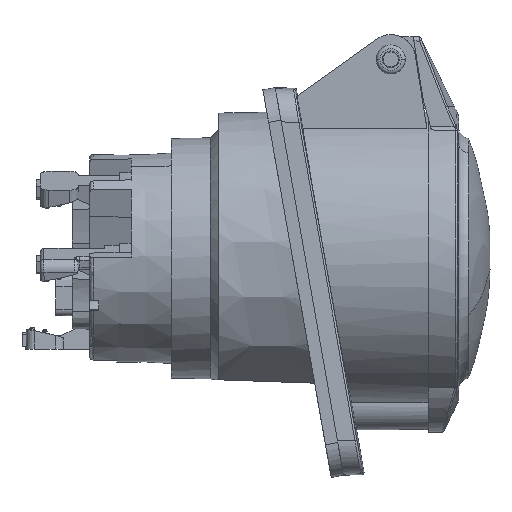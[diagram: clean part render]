
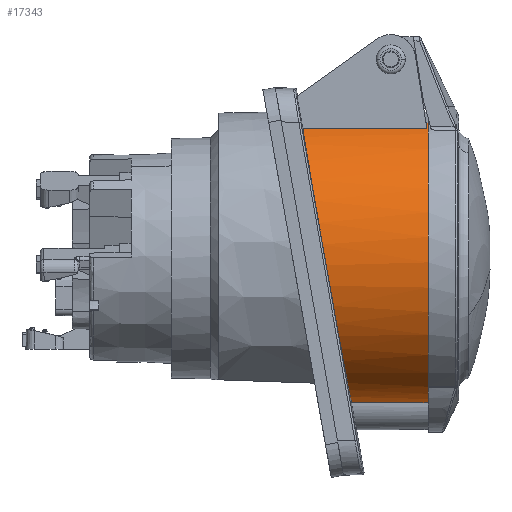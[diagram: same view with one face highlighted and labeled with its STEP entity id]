
A CAD part, left-side view. The second image highlights one B-rep face of the part: STEP entity #17343.
In plain terms, the highlighted cylindrical face has radius 35.35 mm (diameter 70.7 mm), a partial arc.
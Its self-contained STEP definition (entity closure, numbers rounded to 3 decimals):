
#1373=CARTESIAN_POINT('',(-13.261,-18.621,
36.452));
#1375=CARTESIAN_POINT('',(-13.261,-18.621,
36.452));
#1376=CARTESIAN_POINT('',(-13.629,-18.644,
36.303));
#1377=CARTESIAN_POINT('',(-14.358,-18.694,
35.99));
#1378=CARTESIAN_POINT('',(-15.44,-18.773,
35.489));
#1379=CARTESIAN_POINT('',(-16.148,-18.83,
35.13));
#1380=CARTESIAN_POINT('',(-16.5,-18.86,34.944));
#1583=CARTESIAN_POINT('',(0.,-19.134,
3.681));
#1584=DIRECTION('',(0.,1.,0.));
#1585=DIRECTION('',(-0.482,0.,-0.876));
#1586=AXIS2_PLACEMENT_3D('',#1583,#1584,#1585);
#1588=CARTESIAN_POINT('',(-17.024,-19.134,
-27.3));
#1589=CARTESIAN_POINT('',(-17.025,-19.134,
-27.299));
#1590=CARTESIAN_POINT('',(-17.028,-19.134,
-27.298));
#1591=CARTESIAN_POINT('',(-17.031,-19.134,
-27.296));
#1592=CARTESIAN_POINT('',(-17.032,-19.134,
-27.295));
#1594=CARTESIAN_POINT('',(0.,-19.134,
3.681));
#1595=DIRECTION('',(0.,-1.,0.));
#1596=DIRECTION('',(-0.482,0.,-0.876));
#1597=AXIS2_PLACEMENT_3D('',#1594,#1595,#1596);
#1599=DIRECTION('',(0.,1.,0.));
#1600=VECTOR('',#1599,18.463);
#1601=CARTESIAN_POINT('',(-5.978,-19.134,
-31.16));
#1602=LINE('',#1601,#1600);
#1603=CARTESIAN_POINT('',(-5.978,-0.671,
-31.16));
#1604=CARTESIAN_POINT('',(-7.047,-0.629,
-30.977));
#1605=CARTESIAN_POINT('',(-8.894,-0.54,
-30.564));
#1606=CARTESIAN_POINT('',(-11.204,-0.397,
-29.872));
#1607=CARTESIAN_POINT('',(-13.206,-0.249,
-29.131));
#1608=CARTESIAN_POINT('',(-15.577,-0.045,
-28.096));
#1609=CARTESIAN_POINT('',(-18.114,0.217,
-26.733));
#1610=CARTESIAN_POINT('',(-20.699,0.541,
-25.026));
#1611=CARTESIAN_POINT('',(-22.938,0.872,
-23.264));
#1612=CARTESIAN_POINT('',(-25.552,1.32,
-20.855));
#1613=CARTESIAN_POINT('',(-28.243,1.891,
-17.752));
#1614=CARTESIAN_POINT('',(-30.767,2.589,
-13.917));
#1615=CARTESIAN_POINT('',(-32.695,3.299,
-9.987));
#1616=CARTESIAN_POINT('',(-34.093,4.019,
-5.974));
#1617=CARTESIAN_POINT('',(-34.993,4.749,
-1.881));
#1618=CARTESIAN_POINT('',(-35.406,5.488,2.29));
#1619=CARTESIAN_POINT('',(-35.322,6.237,6.539));
#1620=CARTESIAN_POINT('',(-34.707,6.995,10.873));
#1621=CARTESIAN_POINT('',(-33.497,7.765,15.301));
#1622=CARTESIAN_POINT('',(-31.9,8.418,19.084));
#1623=CARTESIAN_POINT('',(-30.162,8.95,22.184));
#1624=CARTESIAN_POINT('',(-28.581,9.353,24.553));
#1625=CARTESIAN_POINT('',(-26.653,9.764,26.978));
#1626=CARTESIAN_POINT('',(-24.665,10.113,29.058));
#1627=CARTESIAN_POINT('',(-22.733,10.399,30.777));
#1628=CARTESIAN_POINT('',(-21.062,10.618,32.102));
#1629=CARTESIAN_POINT('',(-19.083,10.842,33.475));
#1630=CARTESIAN_POINT('',(-17.457,10.998,34.439));
#1631=CARTESIAN_POINT('',(-16.5,11.078,34.944));
#1633=DIRECTION('',(-0.01,-1.,-0.009));
#1634=VECTOR('',#1633,0.513);
#1635=CARTESIAN_POINT('',(-13.261,-18.621,
36.452));
#1636=LINE('',#1635,#1634);
#2330=DIRECTION('',(0.,1.,0.));
#2331=VECTOR('',#2330,29.938);
#2332=CARTESIAN_POINT('',(-16.5,-18.86,34.944));
#2333=LINE('',#2332,#2331);
#13099=VERTEX_POINT('',#1373);
#13124=VERTEX_POINT('',#1603);
#13125=VERTEX_POINT('',#1631);
#13138=CARTESIAN_POINT('',(-16.5,-18.86,34.944));
#13139=VERTEX_POINT('',#13138);
#13259=CARTESIAN_POINT('',(-17.032,-19.134,
-27.295));
#13260=CARTESIAN_POINT('',(-13.265,-19.134,
36.448));
#13261=VERTEX_POINT('',#13259);
#13262=VERTEX_POINT('',#13260);
#13264=VERTEX_POINT('',#1588);
#13269=CARTESIAN_POINT('',(-5.978,-19.134,
-31.16));
#13271=VERTEX_POINT('',#13269);
#17326=CARTESIAN_POINT('',(0.,-10.279,
3.681));
#17327=DIRECTION('',(0.,-1.,0.));
#17328=DIRECTION('',(-0.174,0.,-0.985));
#17329=AXIS2_PLACEMENT_3D('',#17326,#17327,#17328);
#17330=CYLINDRICAL_SURFACE('',#17329,35.35);
#17331=ORIENTED_EDGE('',*,*,#17311,.F.);
#17333=ORIENTED_EDGE('',*,*,#17332,.F.);
#17334=ORIENTED_EDGE('',*,*,#16945,.T.);
#17335=ORIENTED_EDGE('',*,*,#16966,.T.);
#17336=ORIENTED_EDGE('',*,*,#16980,.T.);
#17338=ORIENTED_EDGE('',*,*,#17337,.F.);
#17339=ORIENTED_EDGE('',*,*,#17076,.F.);
#17340=ORIENTED_EDGE('',*,*,#17292,.T.);
#17341=EDGE_LOOP('',(#17331,#17333,#17334,#17335,#17336,#17338,#17339,#17340));
#17342=FACE_OUTER_BOUND('',#17341,.F.);
#17343=ADVANCED_FACE('',(#17342),#17330,.T.);
#1381=B_SPLINE_CURVE_WITH_KNOTS('',3,(#1375,#1376,#1377,#1378,#1379,#1380),
.UNSPECIFIED.,.F.,.F.,(4,1,1,4),(0.,0.333,0.667,1.),
.UNSPECIFIED.);
#1587=CIRCLE('',#1586,35.35);
#1593=B_SPLINE_CURVE_WITH_KNOTS('',3,(#1588,#1589,#1590,#1591,#1592),
.UNSPECIFIED.,.F.,.F.,(4,1,4),(0.,0.5,1.),.UNSPECIFIED.);
#1598=CIRCLE('',#1597,35.35);
#1632=B_SPLINE_CURVE_WITH_KNOTS('',3,(#1603,#1604,#1605,#1606,#1607,#1608,#1609,
#1610,#1611,#1612,#1613,#1614,#1615,#1616,#1617,#1618,#1619,#1620,#1621,#1622,
#1623,#1624,#1625,#1626,#1627,#1628,#1629,#1630,#1631),.UNSPECIFIED.,.F.,.F.,(4,
1,1,1,1,1,1,1,1,1,1,1,1,1,1,1,1,1,1,1,1,1,1,1,1,1,4),(0.,0.016,0.031,
0.047,0.063,0.094,0.125,0.156,0.188,0.25,0.313,0.375,
0.438,0.5,0.563,0.625,0.688,0.75,0.813,0.844,0.875,
0.906,0.938,0.953,0.969,0.984,1.),.UNSPECIFIED.);
#16945=EDGE_CURVE('',#13264,#13271,#1598,.T.);
#16966=EDGE_CURVE('',#13271,#13124,#1602,.T.);
#16980=EDGE_CURVE('',#13124,#13125,#1632,.T.);
#17076=EDGE_CURVE('',#13099,#13139,#1381,.T.);
#17292=EDGE_CURVE('',#13099,#13262,#1636,.T.);
#17311=EDGE_CURVE('',#13261,#13262,#1587,.T.);
#17332=EDGE_CURVE('',#13264,#13261,#1593,.T.);
#17337=EDGE_CURVE('',#13139,#13125,#2333,.T.);
